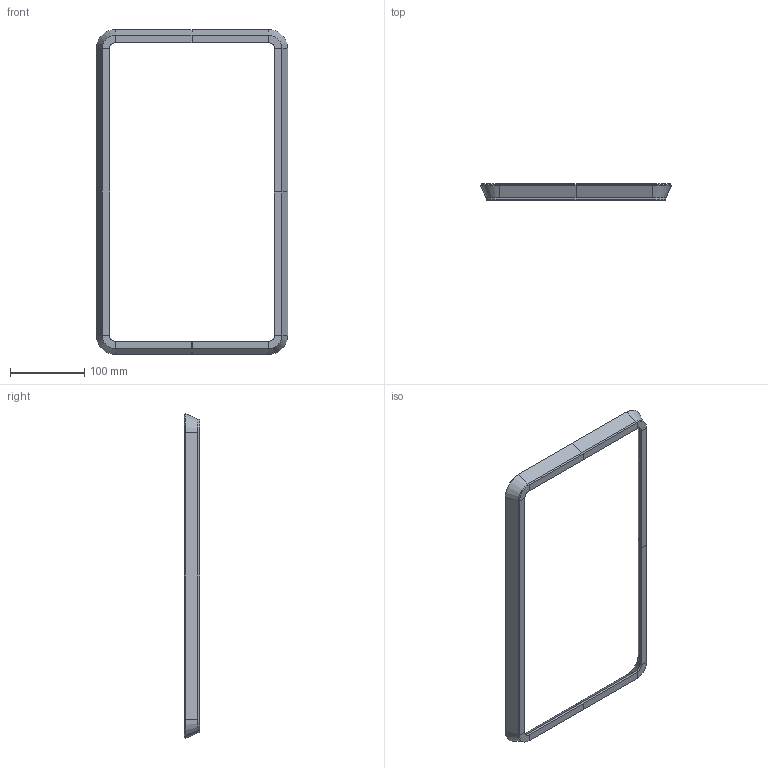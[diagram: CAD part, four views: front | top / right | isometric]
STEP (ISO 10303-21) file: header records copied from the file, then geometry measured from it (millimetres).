
FILE_DESCRIPTION (( 'STEP AP203' ), '1' );
FILE_NAME ('INGUN_114554.STEP', '2023-06-26T07:37:42', ( '' ), ( '' ), 'SwSTEP 2.0', 'SolidWorks 2021', '' );
FILE_SCHEMA (( 'CONFIG_CONTROL_DESIGN' ));
Length unit declared in the file: millimetre
Products named in the file (3): 100974~1_KUNDE<S>; INGUN_114554
Assembly tree (2 placements, depth 2):
  INGUN_114554
    100974~1_KUNDE<S>
    100974~1_KUNDE<S>
Bounding box: 257.5 x 21 x 437.5 mm (x, y, z)
Volume: 193755.5 mm3; surface area: 79149.7 mm2
Topology: 2 solids, 2 shells, 81 faces, 168 edges, 91 vertices
Faces by surface type: plane 50, cylinder 15, cone 12, torus 4
Entity records: 2364 total; most frequent: DIRECTION 381, CARTESIAN_POINT 345, ORIENTED_EDGE 336, EDGE_CURVE 168, AXIS2_PLACEMENT_3D 127, LINE 127, VECTOR 127, VERTEX_POINT 91
